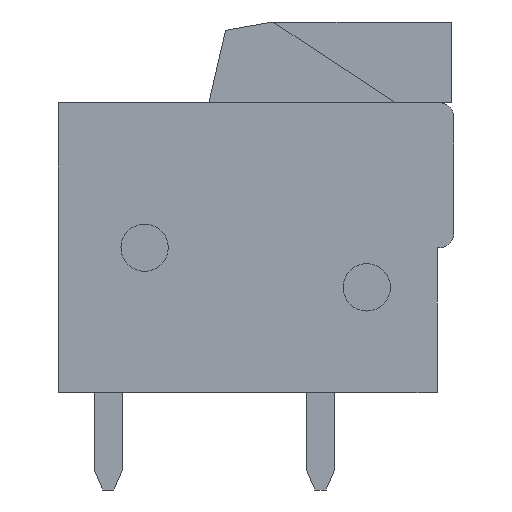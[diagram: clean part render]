
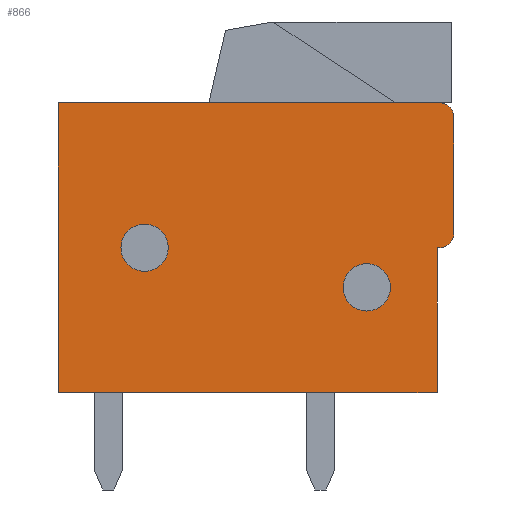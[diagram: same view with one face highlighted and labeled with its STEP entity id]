
A CAD part, left-side view. The second image highlights one B-rep face of the part: STEP entity #866.
In plain terms, the highlighted planar face has unit normal (-1, 0, 0).
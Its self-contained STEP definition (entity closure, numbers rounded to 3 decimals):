
#866 = ADVANCED_FACE( '', ( #1569, #1570, #1571 ), #1572, .T. );
#1569 = FACE_BOUND( '', #2207, .T. );
#1570 = FACE_OUTER_BOUND( '', #2208, .T. );
#1571 = FACE_BOUND( '', #2209, .T. );
#1572 = PLANE( '', #2210 );
#2207 = EDGE_LOOP( '', ( #3777 ) );
#2208 = EDGE_LOOP( '', ( #3778, #3779, #3780, #3781, #3782, #3783, #3784, #3785 ) );
#2209 = EDGE_LOOP( '', ( #3786 ) );
#2210 = AXIS2_PLACEMENT_3D( '', #3787, #3788, #3789 );
#3777 = ORIENTED_EDGE( '', *, *, #4428, .T. );
#3778 = ORIENTED_EDGE( '', *, *, #4773, .T. );
#3779 = ORIENTED_EDGE( '', *, *, #4358, .T. );
#3780 = ORIENTED_EDGE( '', *, *, #4681, .T. );
#3781 = ORIENTED_EDGE( '', *, *, #4243, .T. );
#3782 = ORIENTED_EDGE( '', *, *, #4290, .T. );
#3783 = ORIENTED_EDGE( '', *, *, #4596, .T. );
#3784 = ORIENTED_EDGE( '', *, *, #4761, .T. );
#3785 = ORIENTED_EDGE( '', *, *, #4739, .T. );
#3786 = ORIENTED_EDGE( '', *, *, #4719, .T. );
#3787 = CARTESIAN_POINT( '', ( -2.5, 0., 0. ) );
#3788 = DIRECTION( '', ( -1., 0., 0. ) );
#3789 = DIRECTION( '', ( 0., 0., 1. ) );
#4243 = EDGE_CURVE( '', #5043, #5041, #5044, .T. );
#4290 = EDGE_CURVE( '', #5041, #5120, #5121, .T. );
#4358 = EDGE_CURVE( '', #5233, #5231, #5234, .T. );
#4428 = EDGE_CURVE( '', #5342, #5342, #5343, .T. );
#4596 = EDGE_CURVE( '', #5120, #5589, #5590, .T. );
#4681 = EDGE_CURVE( '', #5231, #5043, #5695, .T. );
#4719 = EDGE_CURVE( '', #5742, #5742, #5743, .T. );
#4739 = EDGE_CURVE( '', #5767, #5768, #5769, .T. );
#4761 = EDGE_CURVE( '', #5589, #5767, #5795, .T. );
#4773 = EDGE_CURVE( '', #5768, #5233, #5810, .T. );
#5041 = VERTEX_POINT( '', #6170 );
#5043 = VERTEX_POINT( '', #6173 );
#5044 = CIRCLE( '', #6174, 0.5 );
#5120 = VERTEX_POINT( '', #6280 );
#5121 = LINE( '', #6281, #6282 );
#5231 = VERTEX_POINT( '', #6436 );
#5233 = VERTEX_POINT( '', #6439 );
#5234 = CIRCLE( '', #6440, 0.5 );
#5342 = VERTEX_POINT( '', #6603 );
#5343 = CIRCLE( '', #6604, 0.85 );
#5589 = VERTEX_POINT( '', #6964 );
#5590 = LINE( '', #6965, #6966 );
#5695 = LINE( '', #7115, #7116 );
#5742 = VERTEX_POINT( '', #7181 );
#5743 = CIRCLE( '', #7182, 0.85 );
#5767 = VERTEX_POINT( '', #7214 );
#5768 = VERTEX_POINT( '', #7215 );
#5769 = LINE( '', #7216, #7217 );
#5795 = LINE( '', #7252, #7253 );
#5810 = LINE( '', #7273, #7274 );
#6170 = CARTESIAN_POINT( '', ( -2.5, -6.6, 5.2 ) );
#6173 = CARTESIAN_POINT( '', ( -2.5, -7.1, 4.7 ) );
#6174 = AXIS2_PLACEMENT_3D( '', #7457, #7458, #7459 );
#6280 = CARTESIAN_POINT( '', ( -2.5, 7.1, 5.2 ) );
#6281 = CARTESIAN_POINT( '', ( -2.5, -7.1, 5.2 ) );
#6282 = VECTOR( '', #7505, 1000. );
#6436 = CARTESIAN_POINT( '', ( -2.5, -7.1, 0.5 ) );
#6439 = CARTESIAN_POINT( '', ( -2.5, -6.6, 0. ) );
#6440 = AXIS2_PLACEMENT_3D( '', #7581, #7582, #7583 );
#6603 = CARTESIAN_POINT( '', ( -2.5, 3.15, 0. ) );
#6604 = AXIS2_PLACEMENT_3D( '', #7639, #7640, #7641 );
#6964 = CARTESIAN_POINT( '', ( -2.5, 7.1, -5.2 ) );
#6965 = CARTESIAN_POINT( '', ( -2.5, 7.1, 5.2 ) );
#6966 = VECTOR( '', #7783, 1000. );
#7115 = CARTESIAN_POINT( '', ( -2.5, -7.1, 0. ) );
#7116 = VECTOR( '', #7870, 1000. );
#7181 = CARTESIAN_POINT( '', ( -2.5, -4.825, -1.425 ) );
#7182 = AXIS2_PLACEMENT_3D( '', #7904, #7905, #7906 );
#7214 = CARTESIAN_POINT( '', ( -2.5, -6.5, -5.2 ) );
#7215 = CARTESIAN_POINT( '', ( -2.5, -6.5, 0. ) );
#7216 = CARTESIAN_POINT( '', ( -2.5, -6.5, -5.2 ) );
#7217 = VECTOR( '', #7927, 1000. );
#7252 = CARTESIAN_POINT( '', ( -2.5, 7.1, -5.2 ) );
#7253 = VECTOR( '', #7949, 1000. );
#7273 = CARTESIAN_POINT( '', ( -2.5, -6.5, 0. ) );
#7274 = VECTOR( '', #7961, 1000. );
#7457 = CARTESIAN_POINT( '', ( -2.5, -6.6, 4.7 ) );
#7458 = DIRECTION( '', ( -1., 0., 0. ) );
#7459 = DIRECTION( '', ( 0., 0., 1. ) );
#7505 = DIRECTION( '', ( 0., 1., 0. ) );
#7581 = CARTESIAN_POINT( '', ( -2.5, -6.6, 0.5 ) );
#7582 = DIRECTION( '', ( -1., 0., 0. ) );
#7583 = DIRECTION( '', ( 0., 0., 1. ) );
#7639 = CARTESIAN_POINT( '', ( -2.5, 4., 0. ) );
#7640 = DIRECTION( '', ( 1., 0., 0. ) );
#7641 = DIRECTION( '', ( 0., -1., 0. ) );
#7783 = DIRECTION( '', ( 0., 0., -1. ) );
#7870 = DIRECTION( '', ( 0., 0., 1. ) );
#7904 = CARTESIAN_POINT( '', ( -2.5, -3.975, -1.425 ) );
#7905 = DIRECTION( '', ( 1., 0., 0. ) );
#7906 = DIRECTION( '', ( 0., -1., 0. ) );
#7927 = DIRECTION( '', ( 0., 0., 1. ) );
#7949 = DIRECTION( '', ( 0., -1., 0. ) );
#7961 = DIRECTION( '', ( 0., -1., 0. ) );
